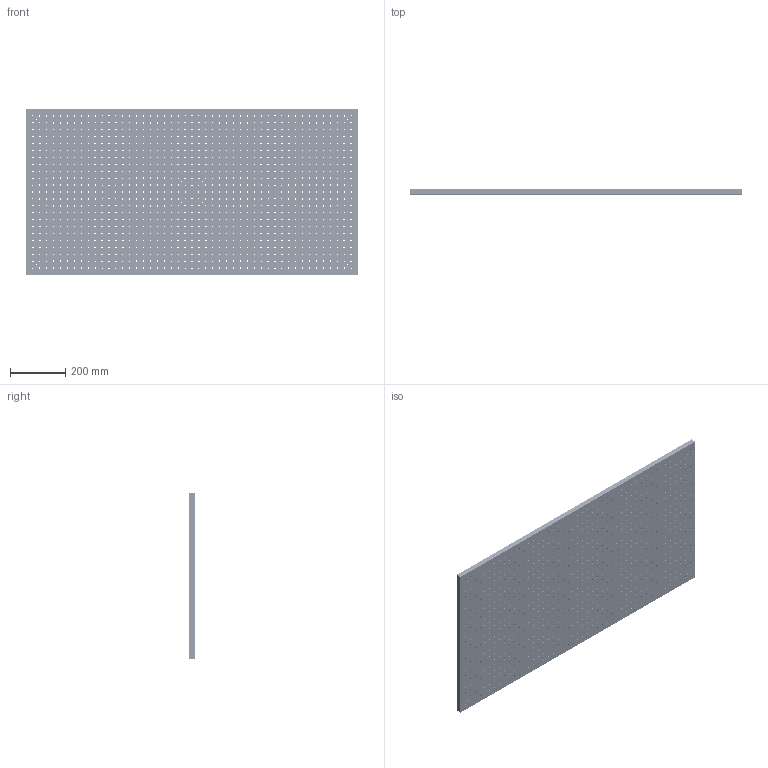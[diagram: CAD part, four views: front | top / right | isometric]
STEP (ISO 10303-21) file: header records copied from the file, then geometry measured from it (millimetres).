
FILE_DESCRIPTION (( 'STEP AP203' ), '1' );
FILE_NAME ('516010.STEP', '2025-04-30T09:21:06', ( 'Windows User' ), ( 'P R C' ), 'SwSTEP 2.0', 'SolidWorks 2020', '' );
FILE_SCHEMA (( 'CONFIG_CONTROL_DESIGN' ));
Length unit declared in the file: millimetre
Products named in the file (1): 516010
Bounding box: 1200 x 19 x 600 mm (x, y, z)
Volume: 13269133.9 mm3; surface area: 1791771.5 mm2
Topology: 1 solids, 1 shells, 1111 faces, 3305 edges, 2204 vertices
Faces by surface type: cylinder 1097, plane 14
Full cylindrical faces by diameter (mm): 5 x1081, 5.8 x8, 11 x8
Entity records: 37579 total; most frequent: DIRECTION 6624, CARTESIAN_POINT 5520, ORIENTED_EDGE 4412, EDGE_LOOP 4394, AXIS2_PLACEMENT_3D 3306, FACE_OUTER_BOUND 2208, EDGE_CURVE 2206, VERTEX_POINT 2202
